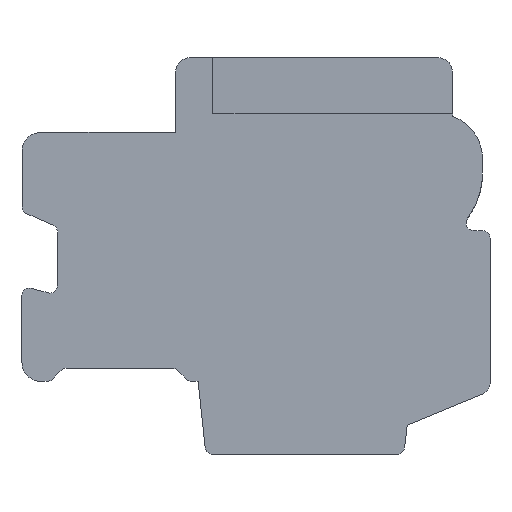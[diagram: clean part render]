
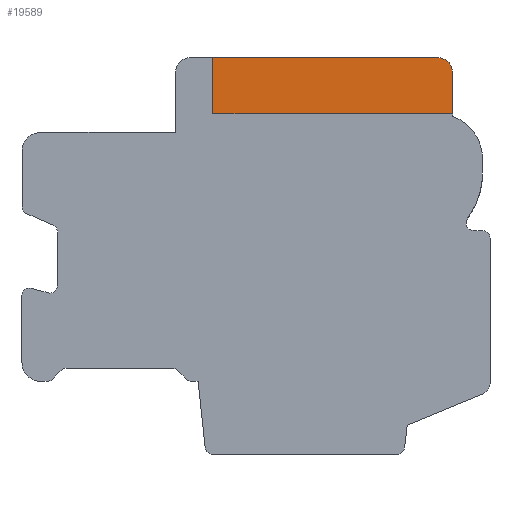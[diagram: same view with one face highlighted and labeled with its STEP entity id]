
A CAD part, front view. The second image highlights one B-rep face of the part: STEP entity #19589.
In plain terms, the highlighted planar face has unit normal (0, -1, 0).
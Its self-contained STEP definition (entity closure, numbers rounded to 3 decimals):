
#57=DIRECTION('',(-1.,0.,0.));
#58=VECTOR('',#57,6.);
#59=CARTESIAN_POINT('',(4.85,-113.5,5.3));
#60=LINE('',#59,#58);
#1265=CARTESIAN_POINT('',(4.85,-113.5,4.9));
#1266=DIRECTION('',(0.,1.,0.));
#1267=DIRECTION('',(0.,0.,1.));
#1268=AXIS2_PLACEMENT_3D('',#1265,#1266,#1267);
#1322=DIRECTION('',(0.,0.,-1.));
#1323=VECTOR('',#1322,1.1);
#1324=CARTESIAN_POINT('',(5.25,-113.5,4.9));
#1325=LINE('',#1324,#1323);
#5852=DIRECTION('',(0.,0.,1.));
#5853=VECTOR('',#5852,1.5);
#5854=CARTESIAN_POINT('',(-1.15,-113.5,3.8));
#5855=LINE('',#5854,#5853);
#5860=DIRECTION('',(-1.,0.,0.));
#5861=VECTOR('',#5860,6.4);
#5862=CARTESIAN_POINT('',(5.25,-113.5,3.8));
#5863=LINE('',#5862,#5861);
#12620=CARTESIAN_POINT('',(-1.15,-113.5,5.3));
#12622=VERTEX_POINT('',#12620);
#12624=CARTESIAN_POINT('',(4.85,-113.5,5.3));
#12625=VERTEX_POINT('',#12624);
#12626=CARTESIAN_POINT('',(5.25,-113.5,4.9));
#12627=VERTEX_POINT('',#12626);
#12628=CARTESIAN_POINT('',(5.25,-113.5,3.8));
#12629=VERTEX_POINT('',#12628);
#12632=CARTESIAN_POINT('',(-1.15,-113.5,3.8));
#12633=VERTEX_POINT('',#12632);
#19576=CARTESIAN_POINT('',(5.25,-113.5,3.8));
#19577=DIRECTION('',(0.,1.,0.));
#19578=DIRECTION('',(0.,0.,1.));
#19579=AXIS2_PLACEMENT_3D('',#19576,#19577,#19578);
#19580=PLANE('',#19579);
#19581=ORIENTED_EDGE('',*,*,#13808,.F.);
#19582=ORIENTED_EDGE('',*,*,#15005,.T.);
#19583=ORIENTED_EDGE('',*,*,#15079,.T.);
#19585=ORIENTED_EDGE('',*,*,#19584,.T.);
#19586=ORIENTED_EDGE('',*,*,#19568,.T.);
#19587=EDGE_LOOP('',(#19581,#19582,#19583,#19585,#19586));
#19588=FACE_OUTER_BOUND('',#19587,.F.);
#19589=ADVANCED_FACE('',(#19588),#19580,.F.);
#1269=CIRCLE('',#1268,0.4);
#13808=EDGE_CURVE('',#12625,#12622,#60,.T.);
#15005=EDGE_CURVE('',#12625,#12627,#1269,.T.);
#15079=EDGE_CURVE('',#12627,#12629,#1325,.T.);
#19568=EDGE_CURVE('',#12633,#12622,#5855,.T.);
#19584=EDGE_CURVE('',#12629,#12633,#5863,.T.);
